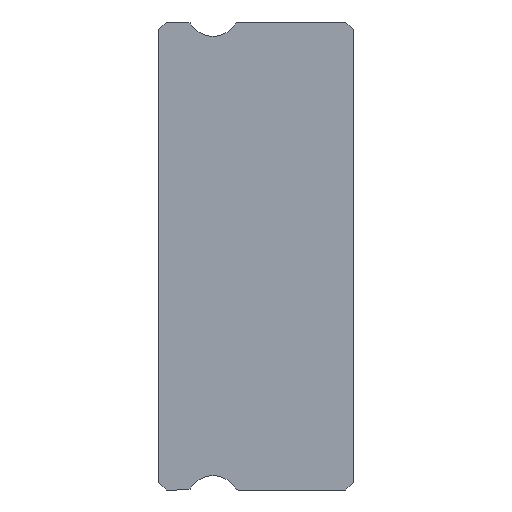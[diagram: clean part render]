
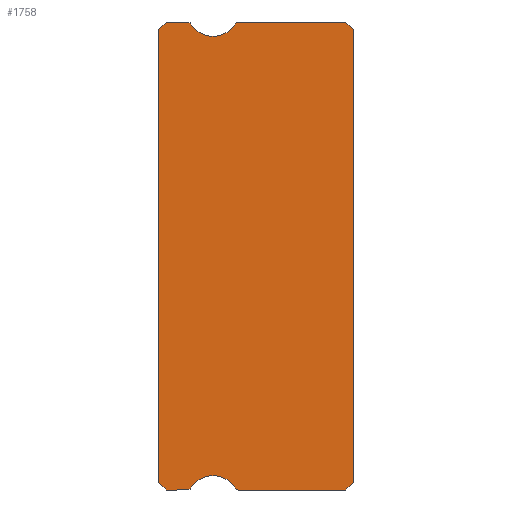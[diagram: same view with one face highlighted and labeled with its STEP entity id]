
A CAD part, left-side view. The second image highlights one B-rep face of the part: STEP entity #1758.
In plain terms, the highlighted planar face has unit normal (-1, 0, 0).
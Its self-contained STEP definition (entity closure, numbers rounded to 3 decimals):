
#23 = DIRECTION ( 'NONE',  ( 0., 0., -1. ) ) ;
#26 = LINE ( 'NONE', #1482, #67 ) ;
#39 = VECTOR ( 'NONE', #813, 1000. ) ;
#42 = DIRECTION ( 'NONE',  ( 0., 0., 1. ) ) ;
#49 = EDGE_CURVE ( 'NONE', #1447, #1540, #294, .T. ) ;
#61 = VERTEX_POINT ( 'NONE', #722 ) ;
#67 = VECTOR ( 'NONE', #903, 1000. ) ;
#72 = CARTESIAN_POINT ( 'NONE',  ( -10., 6.253, -8.928 ) ) ;
#86 = LINE ( 'NONE', #1851, #1892 ) ;
#87 = DIRECTION ( 'NONE',  ( 1., 0., 0. ) ) ;
#105 = CIRCLE ( 'NONE', #862, 0.15 ) ;
#113 = VERTEX_POINT ( 'NONE', #751 ) ;
#142 = ORIENTED_EDGE ( 'NONE', *, *, #1147, .F. ) ;
#168 = CARTESIAN_POINT ( 'NONE',  ( -10., 0., -8.7 ) ) ;
#185 = LINE ( 'NONE', #1368, #302 ) ;
#191 = ORIENTED_EDGE ( 'NONE', *, *, #1700, .F. ) ;
#240 = CARTESIAN_POINT ( 'NONE',  ( -10., 7.5, 8.7 ) ) ;
#250 = CARTESIAN_POINT ( 'NONE',  ( -10., 4.419, -8.85 ) ) ;
#265 = EDGE_CURVE ( 'NONE', #1120, #1126, #185, .T. ) ;
#266 = VERTEX_POINT ( 'NONE', #621 ) ;
#273 = VECTOR ( 'NONE', #552, 1000. ) ;
#274 = CARTESIAN_POINT ( 'NONE',  ( -10., 6.381, -9. ) ) ;
#294 = LINE ( 'NONE', #1777, #1214 ) ;
#301 = DIRECTION ( 'NONE',  ( 0., 0., -1. ) ) ;
#302 = VECTOR ( 'NONE', #42, 1000. ) ;
#309 = AXIS2_PLACEMENT_3D ( 'NONE', #1721, #790, #367 ) ;
#312 = CIRCLE ( 'NONE', #1709, 0.15 ) ;
#325 = DIRECTION ( 'NONE',  ( 0., 0.707, -0.707 ) ) ;
#329 = DIRECTION ( 'NONE',  ( 0., 1., 0. ) ) ;
#341 = LINE ( 'NONE', #1072, #1456 ) ;
#367 = DIRECTION ( 'NONE',  ( 0., 0., -1. ) ) ;
#394 = ORIENTED_EDGE ( 'NONE', *, *, #452, .F. ) ;
#397 = CARTESIAN_POINT ( 'NONE',  ( -10., 6.381, -9. ) ) ;
#436 = AXIS2_PLACEMENT_3D ( 'NONE', #1511, #1358, #1204 ) ;
#452 = EDGE_CURVE ( 'NONE', #1477, #595, #341, .T. ) ;
#457 = VERTEX_POINT ( 'NONE', #625 ) ;
#497 = CIRCLE ( 'NONE', #1399, 1. ) ;
#501 = LINE ( 'NONE', #240, #1309 ) ;
#504 = VERTEX_POINT ( 'NONE', #1260 ) ;
#520 = DIRECTION ( 'NONE',  ( 0., 0., -1. ) ) ;
#537 = EDGE_CURVE ( 'NONE', #113, #1292, #1880, .T. ) ;
#540 = ORIENTED_EDGE ( 'NONE', *, *, #1304, .F. ) ;
#552 = DIRECTION ( 'NONE',  ( 0., -0.707, -0.707 ) ) ;
#576 = CARTESIAN_POINT ( 'NONE',  ( -10., 0.3, -9. ) ) ;
#595 = VERTEX_POINT ( 'NONE', #1449 ) ;
#604 = LINE ( 'NONE', #1058, #744 ) ;
#621 = CARTESIAN_POINT ( 'NONE',  ( -10., 4.547, -8.928 ) ) ;
#625 = CARTESIAN_POINT ( 'NONE',  ( -10., 5.4, 8.45 ) ) ;
#627 = ORIENTED_EDGE ( 'NONE', *, *, #1078, .F. ) ;
#631 = ORIENTED_EDGE ( 'NONE', *, *, #1716, .T. ) ;
#642 = AXIS2_PLACEMENT_3D ( 'NONE', #841, #1746, #1442 ) ;
#643 = PLANE ( 'NONE',  #309 ) ;
#648 = CIRCLE ( 'NONE', #436, 1. ) ;
#657 = DIRECTION ( 'NONE',  ( 0., 0., -1. ) ) ;
#665 = EDGE_CURVE ( 'NONE', #504, #1126, #26, .T. ) ;
#668 = DIRECTION ( 'NONE',  ( -1., 0., 0. ) ) ;
#681 = CARTESIAN_POINT ( 'NONE',  ( -10., 7.5, 8.85 ) ) ;
#722 = CARTESIAN_POINT ( 'NONE',  ( -10., 6.253, 8.928 ) ) ;
#732 = DIRECTION ( 'NONE',  ( 1., 0., 0. ) ) ;
#744 = VECTOR ( 'NONE', #325, 1000. ) ;
#751 = CARTESIAN_POINT ( 'NONE',  ( -10., 7.5, -8.7 ) ) ;
#752 = CARTESIAN_POINT ( 'NONE',  ( -10., 5.4, -9.45 ) ) ;
#784 = CARTESIAN_POINT ( 'NONE',  ( -10., 7.5, 8.7 ) ) ;
#790 = DIRECTION ( 'NONE',  ( 1., 0., 0. ) ) ;
#800 = VECTOR ( 'NONE', #844, 1000. ) ;
#812 = ORIENTED_EDGE ( 'NONE', *, *, #49, .T. ) ;
#813 = DIRECTION ( 'NONE',  ( 0., -1., 0. ) ) ;
#839 = DIRECTION ( 'NONE',  ( 0., 0., -1. ) ) ;
#841 = CARTESIAN_POINT ( 'NONE',  ( -10., 4.419, 8.85 ) ) ;
#844 = DIRECTION ( 'NONE',  ( 0., 0., 1. ) ) ;
#858 = ORIENTED_EDGE ( 'NONE', *, *, #265, .T. ) ;
#862 = AXIS2_PLACEMENT_3D ( 'NONE', #1237, #87, #520 ) ;
#892 = CIRCLE ( 'NONE', #642, 0.15 ) ;
#903 = DIRECTION ( 'NONE',  ( 0., -0.707, -0.707 ) ) ;
#915 = CARTESIAN_POINT ( 'NONE',  ( -10., 6.381, 9. ) ) ;
#934 = CARTESIAN_POINT ( 'NONE',  ( -10., 4.547, 8.928 ) ) ;
#965 = EDGE_CURVE ( 'NONE', #595, #266, #312, .T. ) ;
#993 = CARTESIAN_POINT ( 'NONE',  ( -10., 4.419, 9. ) ) ;
#1054 = CIRCLE ( 'NONE', #1119, 1. ) ;
#1058 = CARTESIAN_POINT ( 'NONE',  ( -10., 0., -8.7 ) ) ;
#1065 = EDGE_CURVE ( 'NONE', #61, #457, #648, .T. ) ;
#1072 = CARTESIAN_POINT ( 'NONE',  ( -10., 6.381, -9. ) ) ;
#1075 = EDGE_CURVE ( 'NONE', #266, #1202, #497, .T. ) ;
#1078 = EDGE_CURVE ( 'NONE', #1120, #1477, #604, .T. ) ;
#1079 = CARTESIAN_POINT ( 'NONE',  ( -10., 7.2, -9. ) ) ;
#1090 = CIRCLE ( 'NONE', #1767, 0.15 ) ;
#1102 = EDGE_LOOP ( 'NONE', ( #540, #1869, #1691, #191, #1179, #1332, #394, #627, #858, #1509, #1143, #1247, #1172, #1408, #142, #812, #631 ) ) ;
#1119 = AXIS2_PLACEMENT_3D ( 'NONE', #1402, #668, #657 ) ;
#1120 = VERTEX_POINT ( 'NONE', #168 ) ;
#1126 = VERTEX_POINT ( 'NONE', #1786 ) ;
#1143 = ORIENTED_EDGE ( 'NONE', *, *, #1865, .F. ) ;
#1144 = LINE ( 'NONE', #681, #800 ) ;
#1147 = EDGE_CURVE ( 'NONE', #1447, #61, #1090, .T. ) ;
#1172 = ORIENTED_EDGE ( 'NONE', *, *, #1524, .F. ) ;
#1179 = ORIENTED_EDGE ( 'NONE', *, *, #1075, .F. ) ;
#1202 = VERTEX_POINT ( 'NONE', #72 ) ;
#1204 = DIRECTION ( 'NONE',  ( 0., 0., -1. ) ) ;
#1214 = VECTOR ( 'NONE', #1770, 1000. ) ;
#1237 = CARTESIAN_POINT ( 'NONE',  ( -10., 6.381, -8.85 ) ) ;
#1247 = ORIENTED_EDGE ( 'NONE', *, *, #1640, .F. ) ;
#1260 = CARTESIAN_POINT ( 'NONE',  ( -10., 0.3, 9. ) ) ;
#1268 = LINE ( 'NONE', #397, #39 ) ;
#1286 = CARTESIAN_POINT ( 'NONE',  ( -10., 7.2, 9. ) ) ;
#1292 = VERTEX_POINT ( 'NONE', #1079 ) ;
#1304 = EDGE_CURVE ( 'NONE', #113, #1450, #1144, .T. ) ;
#1309 = VECTOR ( 'NONE', #1687, 1000. ) ;
#1332 = ORIENTED_EDGE ( 'NONE', *, *, #965, .F. ) ;
#1343 = VERTEX_POINT ( 'NONE', #993 ) ;
#1354 = VERTEX_POINT ( 'NONE', #274 ) ;
#1358 = DIRECTION ( 'NONE',  ( -1., 0., 0. ) ) ;
#1368 = CARTESIAN_POINT ( 'NONE',  ( -10., 0., 8.7 ) ) ;
#1399 = AXIS2_PLACEMENT_3D ( 'NONE', #752, #1495, #301 ) ;
#1400 = FACE_OUTER_BOUND ( 'NONE', #1102, .T. ) ;
#1402 = CARTESIAN_POINT ( 'NONE',  ( -10., 5.4, 9.45 ) ) ;
#1408 = ORIENTED_EDGE ( 'NONE', *, *, #1065, .F. ) ;
#1442 = DIRECTION ( 'NONE',  ( 0., 0., -1. ) ) ;
#1447 = VERTEX_POINT ( 'NONE', #915 ) ;
#1449 = CARTESIAN_POINT ( 'NONE',  ( -10., 4.419, -9. ) ) ;
#1450 = VERTEX_POINT ( 'NONE', #784 ) ;
#1456 = VECTOR ( 'NONE', #329, 1000. ) ;
#1477 = VERTEX_POINT ( 'NONE', #576 ) ;
#1482 = CARTESIAN_POINT ( 'NONE',  ( -10., 0.3, 9. ) ) ;
#1495 = DIRECTION ( 'NONE',  ( -1., 0., 0. ) ) ;
#1509 = ORIENTED_EDGE ( 'NONE', *, *, #665, .F. ) ;
#1511 = CARTESIAN_POINT ( 'NONE',  ( -10., 5.4, 9.45 ) ) ;
#1524 = EDGE_CURVE ( 'NONE', #457, #1749, #1054, .T. ) ;
#1540 = VERTEX_POINT ( 'NONE', #1286 ) ;
#1625 = CARTESIAN_POINT ( 'NONE',  ( -10., 7.2, -9. ) ) ;
#1640 = EDGE_CURVE ( 'NONE', #1749, #1343, #892, .T. ) ;
#1687 = DIRECTION ( 'NONE',  ( 0., 0.707, -0.707 ) ) ;
#1691 = ORIENTED_EDGE ( 'NONE', *, *, #1826, .T. ) ;
#1700 = EDGE_CURVE ( 'NONE', #1202, #1354, #105, .T. ) ;
#1709 = AXIS2_PLACEMENT_3D ( 'NONE', #250, #1900, #839 ) ;
#1716 = EDGE_CURVE ( 'NONE', #1540, #1450, #501, .T. ) ;
#1721 = CARTESIAN_POINT ( 'NONE',  ( -10., 6.381, 8.85 ) ) ;
#1746 = DIRECTION ( 'NONE',  ( 1., 0., 0. ) ) ;
#1749 = VERTEX_POINT ( 'NONE', #934 ) ;
#1758 = ADVANCED_FACE ( 'NONE', ( #1400 ), #643, .F. ) ;
#1767 = AXIS2_PLACEMENT_3D ( 'NONE', #1779, #732, #23 ) ;
#1770 = DIRECTION ( 'NONE',  ( 0., 1., 0. ) ) ;
#1777 = CARTESIAN_POINT ( 'NONE',  ( -10., 7.2, 9. ) ) ;
#1779 = CARTESIAN_POINT ( 'NONE',  ( -10., 6.381, 8.85 ) ) ;
#1786 = CARTESIAN_POINT ( 'NONE',  ( -10., 0., 8.7 ) ) ;
#1826 = EDGE_CURVE ( 'NONE', #1292, #1354, #1268, .T. ) ;
#1851 = CARTESIAN_POINT ( 'NONE',  ( -10., 6.381, 9. ) ) ;
#1865 = EDGE_CURVE ( 'NONE', #1343, #504, #86, .T. ) ;
#1869 = ORIENTED_EDGE ( 'NONE', *, *, #537, .T. ) ;
#1879 = DIRECTION ( 'NONE',  ( 0., -1., 0. ) ) ;
#1880 = LINE ( 'NONE', #1625, #273 ) ;
#1892 = VECTOR ( 'NONE', #1879, 1000. ) ;
#1900 = DIRECTION ( 'NONE',  ( 1., 0., 0. ) ) ;
